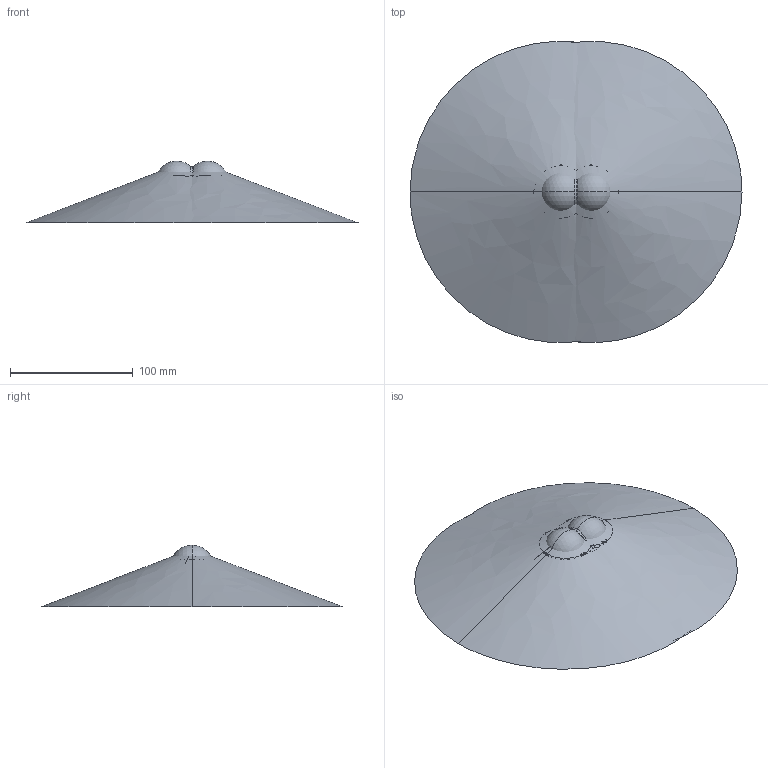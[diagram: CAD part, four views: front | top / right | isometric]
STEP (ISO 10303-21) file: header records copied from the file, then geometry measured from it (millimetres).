
FILE_DESCRIPTION (( 'STEP AP203' ), '1' );
FILE_NAME ('宇树双目装配体1外观带视角范围.STEP', '2025-03-01T08:53:15', ( '' ), ( '' ), 'SwSTEP 2.0', 'SolidWorks 2022', '' );
FILE_SCHEMA (( 'CONFIG_CONTROL_DESIGN' ));
Length unit declared in the file: millimetre
Products named in the file (1): 宇树双目装配体1外观带视角范围
Bounding box: 270.35 x 245.1 x 50.28 mm (x, y, z)
Surface area: 123466.1 mm2 (no closed solid volume)
Topology: 0 solids, 24 shells, 990 faces, 2455 edges, 1512 vertices
Faces by surface type: plane 418, cylinder 363, bspline 92, cone 81, torus 28, sphere 8
Entity records: 31172 total; most frequent: CARTESIAN_POINT 9753, ORIENTED_EDGE 4866, DIRECTION 4047, EDGE_CURVE 2435, AXIS2_PLACEMENT_3D 1604, VERTEX_POINT 1512, EDGE_LOOP 1033, ADVANCED_FACE 990
